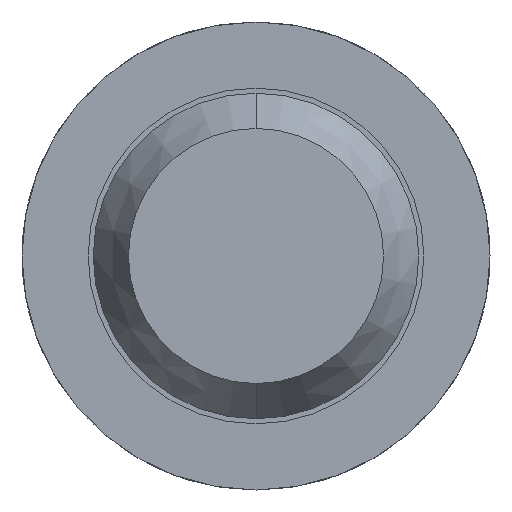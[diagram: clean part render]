
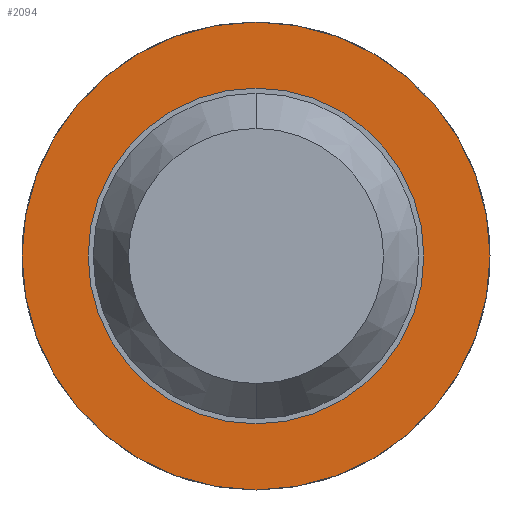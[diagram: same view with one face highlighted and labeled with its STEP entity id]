
A CAD part, front view. The second image highlights one B-rep face of the part: STEP entity #2094.
In plain terms, the highlighted planar face has unit normal (0, -1, 0).
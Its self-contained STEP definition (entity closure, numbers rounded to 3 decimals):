
#1 = PLANE ( 'NONE',  #1633 ) ;
#87 = AXIS2_PLACEMENT_3D ( 'NONE', #2200, #3446, #1874 ) ;
#520 = VERTEX_POINT ( 'NONE', #3181 ) ;
#538 = CARTESIAN_POINT ( 'NONE',  ( 0., -1.7, 0.825 ) ) ;
#582 = ORIENTED_EDGE ( 'NONE', *, *, #3280, .T. ) ;
#637 = AXIS2_PLACEMENT_3D ( 'NONE', #1047, #1376, #1060 ) ;
#736 = DIRECTION ( 'NONE',  ( 0., 1., 0. ) ) ;
#1014 = EDGE_CURVE ( 'Defeature ausgef�hrt2_14+Defeature ausgef�hrt2_13+Defeature ausgef�hrt2_13+Defeature ausgef�hrt2_13', #3455, #3253, #3032, .T. ) ;
#1047 = CARTESIAN_POINT ( 'NONE',  ( 0., -1.7, 0. ) ) ;
#1060 = DIRECTION ( 'NONE',  ( 0., 0., 1. ) ) ;
#1088 = FACE_OUTER_BOUND ( 'NONE', #1893, .T. ) ;
#1127 = CARTESIAN_POINT ( 'NONE',  ( 0., -1.7, 0. ) ) ;
#1376 = DIRECTION ( 'NONE',  ( 0., 1., 0. ) ) ;
#1379 = CARTESIAN_POINT ( 'NONE',  ( 0.825, -1.7, 0. ) ) ;
#1489 = CIRCLE ( 'NONE', #3931, 1.15 ) ;
#1542 = CIRCLE ( 'NONE', #2228, 0.825 ) ;
#1596 = EDGE_LOOP ( 'NONE', ( #582, #3737 ) ) ;
#1633 = AXIS2_PLACEMENT_3D ( 'NONE', #1379, #736, #3233 ) ;
#1764 = DIRECTION ( 'NONE',  ( 0., 0., 1. ) ) ;
#1874 = DIRECTION ( 'NONE',  ( 0., 0., 1. ) ) ;
#1893 = EDGE_LOOP ( 'NONE', ( #2499, #2329 ) ) ;
#2094 = ADVANCED_FACE ( 'Defeature ausgef�hrt2_14', ( #1088, #2577 ), #1, .F. ) ;
#2200 = CARTESIAN_POINT ( 'NONE',  ( 0., -1.7, 0. ) ) ;
#2228 = AXIS2_PLACEMENT_3D ( 'NONE', #1127, #3353, #1764 ) ;
#2329 = ORIENTED_EDGE ( 'NONE', *, *, #3556, .F. ) ;
#2408 = CARTESIAN_POINT ( 'NONE',  ( 0., -1.7, 1.15 ) ) ;
#2499 = ORIENTED_EDGE ( 'NONE', *, *, #4082, .F. ) ;
#2557 = CARTESIAN_POINT ( 'NONE',  ( 0., -1.7, -0.825 ) ) ;
#2577 = FACE_BOUND ( 'NONE', #1596, .T. ) ;
#2905 = DIRECTION ( 'NONE',  ( 0., 1., 0. ) ) ;
#3032 = CIRCLE ( 'NONE', #87, 0.825 ) ;
#3123 = CIRCLE ( 'NONE', #637, 1.15 ) ;
#3181 = CARTESIAN_POINT ( 'NONE',  ( 0., -1.7, -1.15 ) ) ;
#3233 = DIRECTION ( 'NONE',  ( 0., 0., 1. ) ) ;
#3253 = VERTEX_POINT ( 'NONE', #538 ) ;
#3280 = EDGE_CURVE ( 'Defeature ausgef�hrt2_14+Defeature ausgef�hrt2_13+Defeature ausgef�hrt2_13+Defeature ausgef�hrt2_13', #3253, #3455, #1542, .T. ) ;
#3321 = VERTEX_POINT ( 'NONE', #2408 ) ;
#3353 = DIRECTION ( 'NONE',  ( 0., 1., 0. ) ) ;
#3446 = DIRECTION ( 'NONE',  ( 0., 1., 0. ) ) ;
#3455 = VERTEX_POINT ( 'NONE', #2557 ) ;
#3556 = EDGE_CURVE ( 'Defeature ausgef�hrt2_10+Defeature ausgef�hrt2_14+Defeature ausgef�hrt2_14+Defeature ausgef�hrt2_14', #520, #3321, #1489, .T. ) ;
#3573 = CARTESIAN_POINT ( 'NONE',  ( 0., -1.7, 0. ) ) ;
#3737 = ORIENTED_EDGE ( 'NONE', *, *, #1014, .T. ) ;
#3877 = DIRECTION ( 'NONE',  ( 0., 0., 1. ) ) ;
#3931 = AXIS2_PLACEMENT_3D ( 'NONE', #3573, #2905, #3877 ) ;
#4082 = EDGE_CURVE ( 'Defeature ausgef�hrt2_10+Defeature ausgef�hrt2_14+Defeature ausgef�hrt2_14+Defeature ausgef�hrt2_14', #3321, #520, #3123, .T. ) ;
